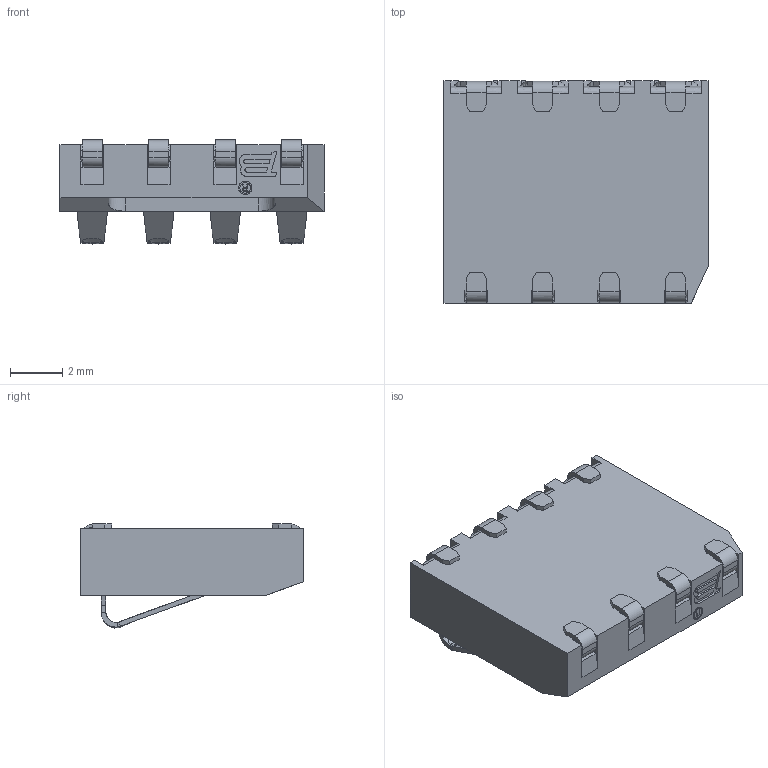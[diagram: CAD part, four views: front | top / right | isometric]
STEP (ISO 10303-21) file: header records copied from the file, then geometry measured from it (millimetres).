
FILE_DESCRIPTION(/* description */ (''),/* implementation_level */ '2;1');
FILE_NAME(/* name */ '70AAJ-4-MO',/* time_stamp */ '2023-11-01T09:28:13+01:00',/* author */ (''),/* organization */ (''),/* preprocessor_version */ 'ST-DEVELOPER v16.5',/* originating_system */ '',/* authorisation */ '');
FILE_SCHEMA (('CONFIG_CONTROL_DESIGN'));
Length unit declared in the file: millimetre
Products named in the file (1): Document
Bounding box: 10.08 x 8.48 x 3.97 mm (x, y, z)
Volume: 131.2 mm3; surface area: 633.8 mm2
Topology: 1 solids, 1 shells, 805 faces, 2119 edges, 1275 vertices
Faces by surface type: bspline 805
Entity records: 52045 total; most frequent: CARTESIAN_POINT 25053, B_SPLINE_CURVE_WITH_KNOTS 5689, ORIENTED_EDGE 4222, PCURVE 4222, DEFINITIONAL_REPRESENTATION 4222, SURFACE_CURVE 2111, EDGE_CURVE 2111, VERTEX_POINT 1275
